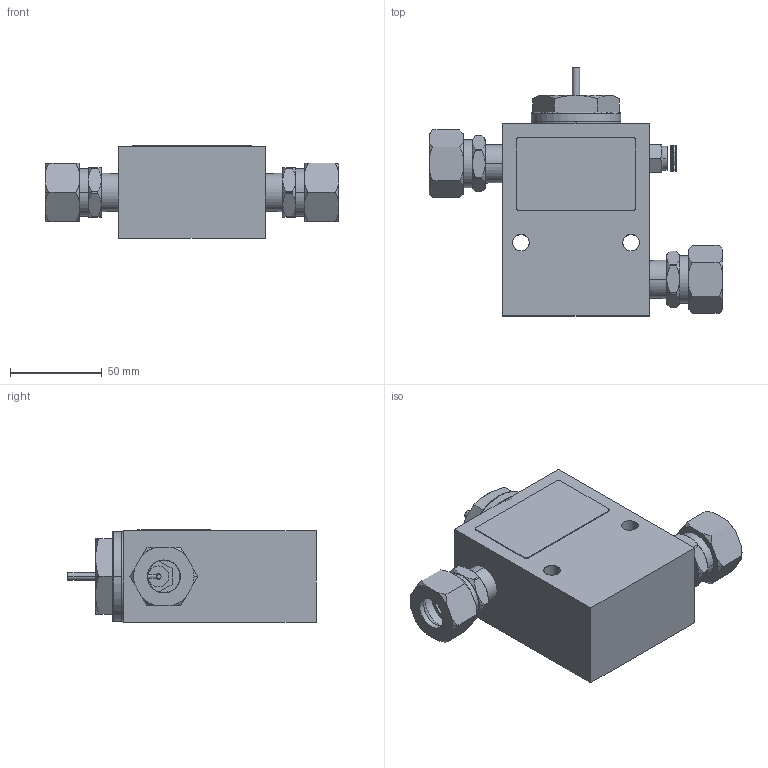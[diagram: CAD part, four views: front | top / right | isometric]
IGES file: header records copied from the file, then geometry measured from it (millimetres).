
Start section: SolidWorks IGES file using analytic representation for surfaces
Global section: file name: ADDES_251254.IGS; native system: SolidWorks 2014; preprocessor: SolidWorks 2014; author: LarsenR; date: 150716.105804; units: millimetre
Bounding box: 160 x 135.3 x 50.5 mm (x, y, z)
Surface area: 60937.3 mm2 (no closed solid volume)
Topology: 0 solids, 0 shells, 550 faces, 4264 edges, 4264 vertices
Faces by surface type: revolution 338, bspline 212
